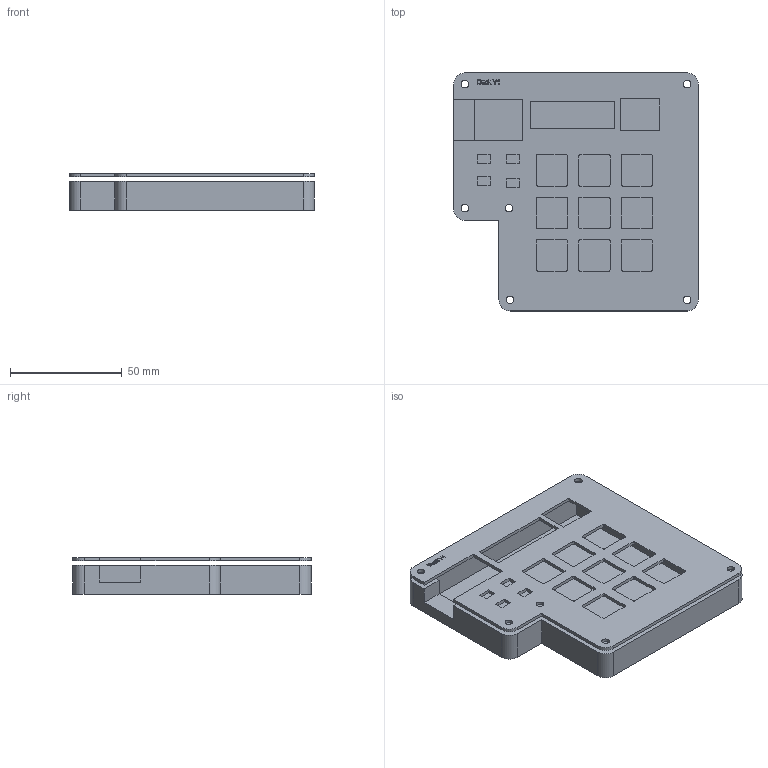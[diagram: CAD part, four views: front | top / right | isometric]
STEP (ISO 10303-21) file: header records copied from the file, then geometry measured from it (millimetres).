
FILE_DESCRIPTION(/* description */ (''),/* implementation_level */ '2;1');
FILE_NAME(/* name */ 'Duckv1FULL.step',/* time_stamp */ '2025-12-03T03:35:32-05:00',/* author */ (''),/* organization */ (''),/* preprocessor_version */ 'ST-DEVELOPER v20.1',/* originating_system */ 'Autodesk Translation Framework v14.17.0.0',/* authorisation */ '');
FILE_SCHEMA (('AUTOMOTIVE_DESIGN { 1 0 10303 214 3 1 1 }'));
Length unit declared in the file: millimetre
Products named in the file (2): 2025-12-03-01-09-21-401; 2025-12-03-01-10-26-294
Assembly tree (1 placements, depth 2):
  2025-12-03-01-09-21-401
    2025-12-03-01-10-26-294
Bounding box: 109.7 x 106.7 x 16.5 mm (x, y, z)
Volume: 80694 mm3; surface area: 48740.5 mm2
Topology: 2 solids, 2 shells, 257 faces, 720 edges, 480 vertices
Faces by surface type: plane 143, cylinder 64, bspline 50
Full cylindrical faces by diameter (mm): 3.4 x12, 6 x6
Entity records: 8882 total; most frequent: CARTESIAN_POINT 2310, ORIENTED_EDGE 1440, DIRECTION 1168, EDGE_CURVE 720, LINE 492, VECTOR 492, VERTEX_POINT 480, AXIS2_PLACEMENT_3D 338
